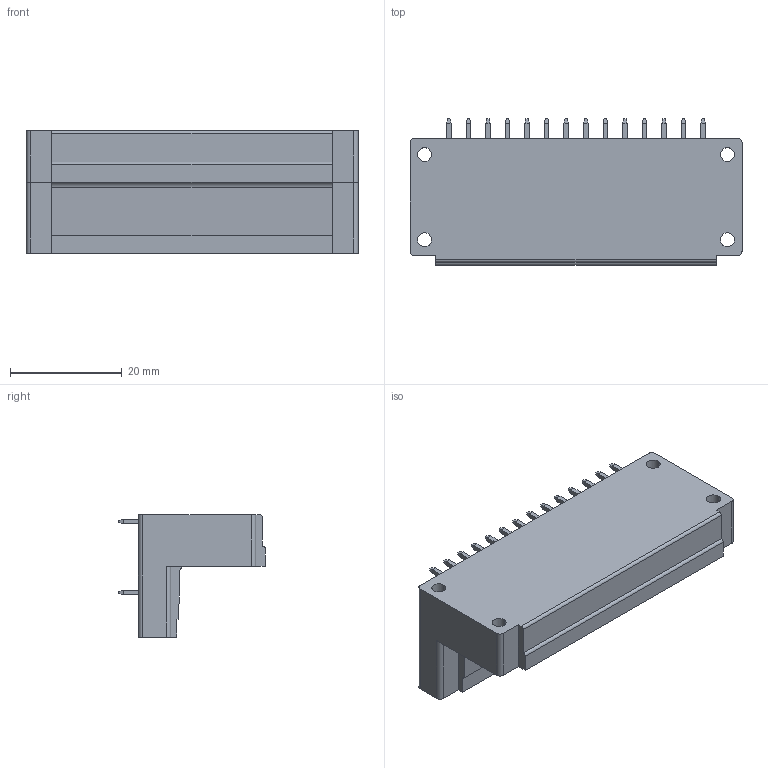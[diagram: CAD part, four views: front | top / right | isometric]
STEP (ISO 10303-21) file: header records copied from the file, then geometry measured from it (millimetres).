
FILE_DESCRIPTION((''),'2;1');
FILE_NAME('TLPHDW-005R-XXP','2024-09-24T09:34:29',('sheji109'),(''),'CREO PARAMETRIC BY PTC INC, 2018100','CREO PARAMETRIC BY PTC INC, 2018100','');
FILE_SCHEMA(('CONFIG_CONTROL_DESIGN'));
Products named in the file (1): TLPHDW-005R-XXP
Bounding box: 59.4 x 26.2 x 21.9 mm (x, y, z)
Volume: 14011.2 mm3; surface area: 11854.4 mm2
Topology: 1 solids, 1 shells, 2136 faces, 5758 edges, 3736 vertices
Faces by surface type: plane 1503, cylinder 437, cone 140, torus 56
Entity records: 66530 total; most frequent: CARTESIAN_POINT 12498, ORIENTED_EDGE 11516, DIRECTION 10820, EDGE_CURVE 5758, VECTOR 4408, LINE 4408, VERTEX_POINT 3736, AXIS2_PLACEMENT_3D 3206
